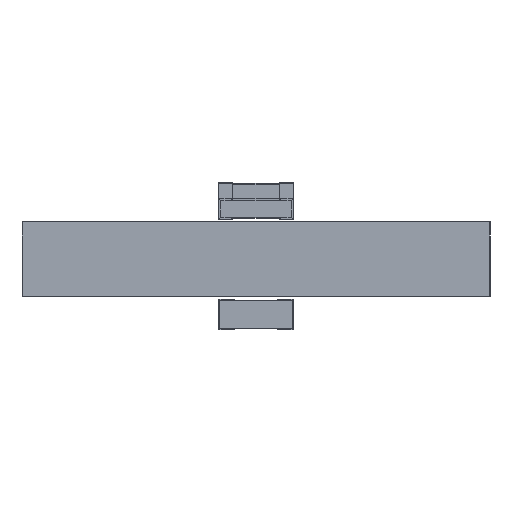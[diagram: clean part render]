
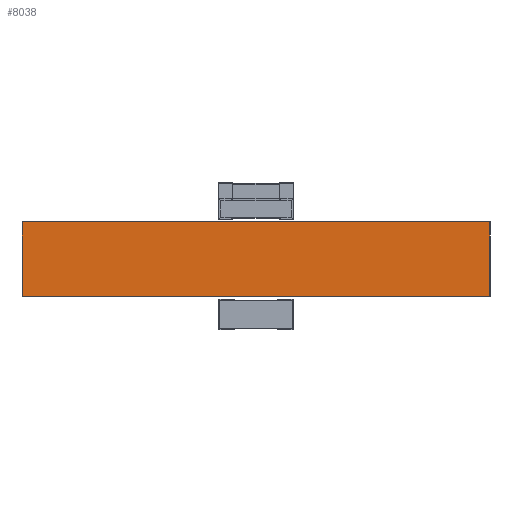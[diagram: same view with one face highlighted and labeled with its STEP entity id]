
A CAD part, left-side view. The second image highlights one B-rep face of the part: STEP entity #8038.
In plain terms, the highlighted planar face has unit normal (-1, 0, 0).
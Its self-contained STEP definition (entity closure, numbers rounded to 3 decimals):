
#7373 = PLANE('',#7374);
#7374 = AXIS2_PLACEMENT_3D('',#7375,#7376,#7377);
#7375 = CARTESIAN_POINT('',(-0.211,0.,1.6));
#7376 = DIRECTION('',(0.,0.,1.));
#7377 = DIRECTION('',(1.,0.,0.));
#7427 = PLANE('',#7428);
#7428 = AXIS2_PLACEMENT_3D('',#7429,#7430,#7431);
#7429 = CARTESIAN_POINT('',(-0.211,0.,0.
    ));
#7430 = DIRECTION('',(0.,0.,1.));
#7431 = DIRECTION('',(1.,0.,0.));
#7558 = PLANE('',#7559);
#7559 = AXIS2_PLACEMENT_3D('',#7560,#7561,#7562);
#7560 = CARTESIAN_POINT('',(10.,5.,0.));
#7561 = DIRECTION('',(0.,-1.,0.));
#7562 = DIRECTION('',(-1.,0.,0.));
#7597 = VERTEX_POINT('',#7598);
#7598 = CARTESIAN_POINT('',(-14.,5.,0.));
#7619 = EDGE_CURVE('',#7597,#7620,#7622,.T.);
#7620 = VERTEX_POINT('',#7621);
#7621 = CARTESIAN_POINT('',(-14.,-5.,0.));
#7622 = SURFACE_CURVE('',#7623,(#7627,#7634),.PCURVE_S1.);
#7623 = LINE('',#7624,#7625);
#7624 = CARTESIAN_POINT('',(-14.,5.,0.));
#7625 = VECTOR('',#7626,1.);
#7626 = DIRECTION('',(0.,-1.,0.));
#7627 = PCURVE('',#7427,#7628);
#7628 = DEFINITIONAL_REPRESENTATION('',(#7629),#7633);
#7629 = LINE('',#7630,#7631);
#7630 = CARTESIAN_POINT('',(-13.789,5.));
#7631 = VECTOR('',#7632,1.);
#7632 = DIRECTION('',(0.,-1.));
#7633 = ( GEOMETRIC_REPRESENTATION_CONTEXT(2) 
PARAMETRIC_REPRESENTATION_CONTEXT() REPRESENTATION_CONTEXT('2D SPACE',''
  ) );
#7634 = PCURVE('',#7635,#7640);
#7635 = PLANE('',#7636);
#7636 = AXIS2_PLACEMENT_3D('',#7637,#7638,#7639);
#7637 = CARTESIAN_POINT('',(-14.,5.,0.));
#7638 = DIRECTION('',(1.,0.,0.));
#7639 = DIRECTION('',(0.,-1.,0.));
#7640 = DEFINITIONAL_REPRESENTATION('',(#7641),#7645);
#7641 = LINE('',#7642,#7643);
#7642 = CARTESIAN_POINT('',(0.,0.));
#7643 = VECTOR('',#7644,1.);
#7644 = DIRECTION('',(1.,0.));
#7645 = ( GEOMETRIC_REPRESENTATION_CONTEXT(2) 
PARAMETRIC_REPRESENTATION_CONTEXT() REPRESENTATION_CONTEXT('2D SPACE',''
  ) );
#7663 = PLANE('',#7664);
#7664 = AXIS2_PLACEMENT_3D('',#7665,#7666,#7667);
#7665 = CARTESIAN_POINT('',(-14.,-5.,0.));
#7666 = DIRECTION('',(0.,1.,0.));
#7667 = DIRECTION('',(1.,0.,0.));
#7793 = VERTEX_POINT('',#7794);
#7794 = CARTESIAN_POINT('',(-14.,5.,1.6));
#7815 = EDGE_CURVE('',#7793,#7816,#7818,.T.);
#7816 = VERTEX_POINT('',#7817);
#7817 = CARTESIAN_POINT('',(-14.,-5.,1.6));
#7818 = SURFACE_CURVE('',#7819,(#7823,#7830),.PCURVE_S1.);
#7819 = LINE('',#7820,#7821);
#7820 = CARTESIAN_POINT('',(-14.,5.,1.6));
#7821 = VECTOR('',#7822,1.);
#7822 = DIRECTION('',(0.,-1.,0.));
#7823 = PCURVE('',#7373,#7824);
#7824 = DEFINITIONAL_REPRESENTATION('',(#7825),#7829);
#7825 = LINE('',#7826,#7827);
#7826 = CARTESIAN_POINT('',(-13.789,5.));
#7827 = VECTOR('',#7828,1.);
#7828 = DIRECTION('',(0.,-1.));
#7829 = ( GEOMETRIC_REPRESENTATION_CONTEXT(2) 
PARAMETRIC_REPRESENTATION_CONTEXT() REPRESENTATION_CONTEXT('2D SPACE',''
  ) );
#7830 = PCURVE('',#7635,#7831);
#7831 = DEFINITIONAL_REPRESENTATION('',(#7832),#7836);
#7832 = LINE('',#7833,#7834);
#7833 = CARTESIAN_POINT('',(0.,-1.6));
#7834 = VECTOR('',#7835,1.);
#7835 = DIRECTION('',(1.,0.));
#7836 = ( GEOMETRIC_REPRESENTATION_CONTEXT(2) 
PARAMETRIC_REPRESENTATION_CONTEXT() REPRESENTATION_CONTEXT('2D SPACE',''
  ) );
#7990 = EDGE_CURVE('',#7597,#7793,#7991,.T.);
#7991 = SURFACE_CURVE('',#7992,(#7996,#8003),.PCURVE_S1.);
#7992 = LINE('',#7993,#7994);
#7993 = CARTESIAN_POINT('',(-14.,5.,0.));
#7994 = VECTOR('',#7995,1.);
#7995 = DIRECTION('',(0.,0.,1.));
#7996 = PCURVE('',#7558,#7997);
#7997 = DEFINITIONAL_REPRESENTATION('',(#7998),#8002);
#7998 = LINE('',#7999,#8000);
#7999 = CARTESIAN_POINT('',(24.,0.));
#8000 = VECTOR('',#8001,1.);
#8001 = DIRECTION('',(0.,-1.));
#8002 = ( GEOMETRIC_REPRESENTATION_CONTEXT(2) 
PARAMETRIC_REPRESENTATION_CONTEXT() REPRESENTATION_CONTEXT('2D SPACE',''
  ) );
#8003 = PCURVE('',#7635,#8004);
#8004 = DEFINITIONAL_REPRESENTATION('',(#8005),#8009);
#8005 = LINE('',#8006,#8007);
#8006 = CARTESIAN_POINT('',(0.,0.));
#8007 = VECTOR('',#8008,1.);
#8008 = DIRECTION('',(0.,-1.));
#8009 = ( GEOMETRIC_REPRESENTATION_CONTEXT(2) 
PARAMETRIC_REPRESENTATION_CONTEXT() REPRESENTATION_CONTEXT('2D SPACE',''
  ) );
#8038 = ADVANCED_FACE('',(#8039),#7635,.F.);
#8039 = FACE_BOUND('',#8040,.F.);
#8040 = EDGE_LOOP('',(#8041,#8042,#8043,#8064));
#8041 = ORIENTED_EDGE('',*,*,#7990,.T.);
#8042 = ORIENTED_EDGE('',*,*,#7815,.T.);
#8043 = ORIENTED_EDGE('',*,*,#8044,.F.);
#8044 = EDGE_CURVE('',#7620,#7816,#8045,.T.);
#8045 = SURFACE_CURVE('',#8046,(#8050,#8057),.PCURVE_S1.);
#8046 = LINE('',#8047,#8048);
#8047 = CARTESIAN_POINT('',(-14.,-5.,0.));
#8048 = VECTOR('',#8049,1.);
#8049 = DIRECTION('',(0.,0.,1.));
#8050 = PCURVE('',#7635,#8051);
#8051 = DEFINITIONAL_REPRESENTATION('',(#8052),#8056);
#8052 = LINE('',#8053,#8054);
#8053 = CARTESIAN_POINT('',(10.,0.));
#8054 = VECTOR('',#8055,1.);
#8055 = DIRECTION('',(0.,-1.));
#8056 = ( GEOMETRIC_REPRESENTATION_CONTEXT(2) 
PARAMETRIC_REPRESENTATION_CONTEXT() REPRESENTATION_CONTEXT('2D SPACE',''
  ) );
#8057 = PCURVE('',#7663,#8058);
#8058 = DEFINITIONAL_REPRESENTATION('',(#8059),#8063);
#8059 = LINE('',#8060,#8061);
#8060 = CARTESIAN_POINT('',(0.,0.));
#8061 = VECTOR('',#8062,1.);
#8062 = DIRECTION('',(0.,-1.));
#8063 = ( GEOMETRIC_REPRESENTATION_CONTEXT(2) 
PARAMETRIC_REPRESENTATION_CONTEXT() REPRESENTATION_CONTEXT('2D SPACE',''
  ) );
#8064 = ORIENTED_EDGE('',*,*,#7619,.F.);
